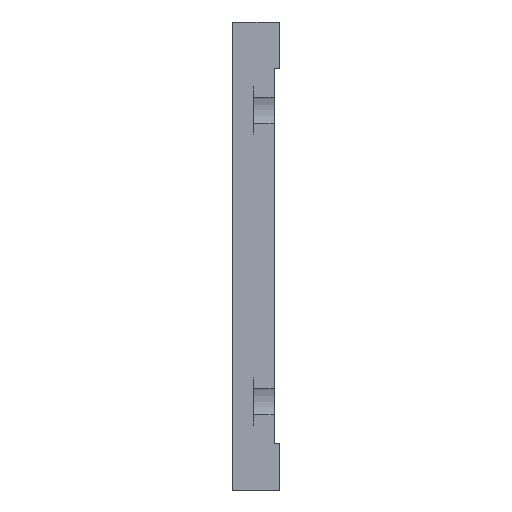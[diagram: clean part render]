
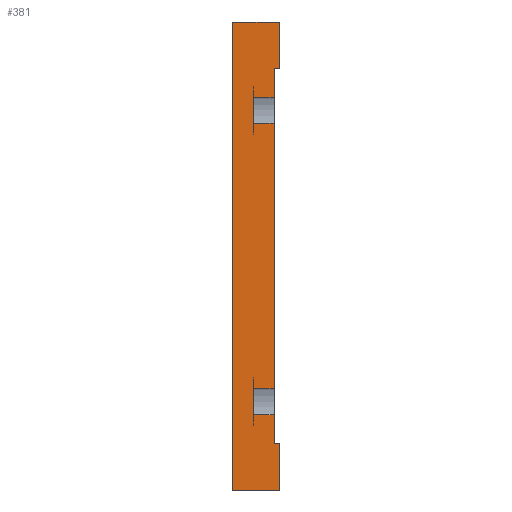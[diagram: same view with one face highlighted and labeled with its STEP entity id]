
A CAD part, left-side view. The second image highlights one B-rep face of the part: STEP entity #381.
In plain terms, the highlighted planar face has unit normal (-1, 0, 0).
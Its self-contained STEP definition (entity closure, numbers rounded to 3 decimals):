
#19 = EDGE_CURVE ( 'NONE', #2469, #1417, #3860, .T. ) ;
#35 = DIRECTION ( 'NONE',  ( 0., 0., 1. ) ) ;
#51 = LINE ( 'NONE', #711, #3333 ) ;
#62 = LINE ( 'NONE', #3460, #2476 ) ;
#135 = CARTESIAN_POINT ( 'NONE',  ( -104., 2.25, 22.5 ) ) ;
#155 = VERTEX_POINT ( 'NONE', #3637 ) ;
#198 = VECTOR ( 'NONE', #2562, 1000. ) ;
#218 = VECTOR ( 'NONE', #2208, 1000. ) ;
#284 = LINE ( 'NONE', #1945, #1544 ) ;
#381 = ADVANCED_FACE ( 'NONE', ( #4190 ), #3244, .F. ) ;
#412 = ORIENTED_EDGE ( 'NONE', *, *, #813, .F. ) ;
#413 = LINE ( 'NONE', #3467, #1765 ) ;
#461 = VECTOR ( 'NONE', #2543, 1000. ) ;
#466 = ORIENTED_EDGE ( 'NONE', *, *, #3360, .T. ) ;
#535 = VECTOR ( 'NONE', #2699, 1000. ) ;
#536 = ORIENTED_EDGE ( 'NONE', *, *, #1581, .F. ) ;
#602 = EDGE_CURVE ( 'NONE', #1988, #1025, #4096, .T. ) ;
#616 = CARTESIAN_POINT ( 'NONE',  ( -104., -1.75, -12.75 ) ) ;
#643 = DIRECTION ( 'NONE',  ( 0., 1., 0. ) ) ;
#658 = EDGE_CURVE ( 'NONE', #1340, #2528, #1052, .T. ) ;
#680 = LINE ( 'NONE', #2100, #3493 ) ;
#711 = CARTESIAN_POINT ( 'NONE',  ( -104., 0.25, 15.25 ) ) ;
#761 = DIRECTION ( 'NONE',  ( 0., 0., -1. ) ) ;
#783 = CARTESIAN_POINT ( 'NONE',  ( -104., -1.75, 18. ) ) ;
#813 = EDGE_CURVE ( 'NONE', #2940, #1293, #3240, .T. ) ;
#830 = CARTESIAN_POINT ( 'NONE',  ( -104., -1.75, -18. ) ) ;
#854 = CARTESIAN_POINT ( 'NONE',  ( -104., -2.25, -22.5 ) ) ;
#900 = CARTESIAN_POINT ( 'NONE',  ( -104., -2.25, -22.5 ) ) ;
#934 = DIRECTION ( 'NONE',  ( 0., 1., 0. ) ) ;
#988 = ORIENTED_EDGE ( 'NONE', *, *, #2249, .T. ) ;
#1025 = VERTEX_POINT ( 'NONE', #616 ) ;
#1052 = LINE ( 'NONE', #1474, #3380 ) ;
#1137 = ORIENTED_EDGE ( 'NONE', *, *, #2494, .F. ) ;
#1162 = CARTESIAN_POINT ( 'NONE',  ( -104., 2.25, 22.5 ) ) ;
#1214 = VERTEX_POINT ( 'NONE', #1891 ) ;
#1238 = EDGE_CURVE ( 'NONE', #3141, #1610, #3926, .T. ) ;
#1293 = VERTEX_POINT ( 'NONE', #830 ) ;
#1340 = VERTEX_POINT ( 'NONE', #900 ) ;
#1343 = CARTESIAN_POINT ( 'NONE',  ( -104., -2.25, 18. ) ) ;
#1370 = ORIENTED_EDGE ( 'NONE', *, *, #2098, .T. ) ;
#1386 = DIRECTION ( 'NONE',  ( 0., -1., 0. ) ) ;
#1417 = VERTEX_POINT ( 'NONE', #3729 ) ;
#1440 = DIRECTION ( 'NONE',  ( 0., 0., -1. ) ) ;
#1474 = CARTESIAN_POINT ( 'NONE',  ( -104., -2.25, -22.5 ) ) ;
#1484 = VECTOR ( 'NONE', #3891, 1000. ) ;
#1493 = LINE ( 'NONE', #2838, #461 ) ;
#1544 = VECTOR ( 'NONE', #934, 1000. ) ;
#1581 = EDGE_CURVE ( 'NONE', #2987, #2226, #4337, .T. ) ;
#1594 = ORIENTED_EDGE ( 'NONE', *, *, #1973, .T. ) ;
#1610 = VERTEX_POINT ( 'NONE', #2718 ) ;
#1743 = AXIS2_PLACEMENT_3D ( 'NONE', #3265, #3604, #761 ) ;
#1765 = VECTOR ( 'NONE', #4136, 1000. ) ;
#1770 = CARTESIAN_POINT ( 'NONE',  ( -104., 2.25, 18. ) ) ;
#1787 = VECTOR ( 'NONE', #1953, 1000. ) ;
#1849 = CARTESIAN_POINT ( 'NONE',  ( -104., -1.75, -22.5 ) ) ;
#1891 = CARTESIAN_POINT ( 'NONE',  ( -104., 0.25, 12.75 ) ) ;
#1945 = CARTESIAN_POINT ( 'NONE',  ( -104., 0.25, -15.25 ) ) ;
#1946 = VECTOR ( 'NONE', #3075, 1000. ) ;
#1953 = DIRECTION ( 'NONE',  ( 0., 0., 1. ) ) ;
#1955 = ORIENTED_EDGE ( 'NONE', *, *, #658, .T. ) ;
#1973 = EDGE_CURVE ( 'NONE', #2940, #155, #284, .T. ) ;
#1988 = VERTEX_POINT ( 'NONE', #3715 ) ;
#1996 = LINE ( 'NONE', #3741, #3206 ) ;
#2004 = ORIENTED_EDGE ( 'NONE', *, *, #1238, .T. ) ;
#2026 = VECTOR ( 'NONE', #2952, 1000. ) ;
#2032 = EDGE_CURVE ( 'NONE', #3095, #1214, #413, .T. ) ;
#2098 = EDGE_CURVE ( 'NONE', #3095, #1417, #51, .T. ) ;
#2100 = CARTESIAN_POINT ( 'NONE',  ( -104., 0.25, 12.75 ) ) ;
#2208 = DIRECTION ( 'NONE',  ( 0., 0., -1. ) ) ;
#2226 = VERTEX_POINT ( 'NONE', #135 ) ;
#2249 = EDGE_CURVE ( 'NONE', #2987, #1340, #1493, .T. ) ;
#2362 = CARTESIAN_POINT ( 'NONE',  ( -104., 2.25, -22.5 ) ) ;
#2388 = EDGE_CURVE ( 'NONE', #1988, #155, #2392, .T. ) ;
#2392 = LINE ( 'NONE', #3952, #535 ) ;
#2469 = VERTEX_POINT ( 'NONE', #783 ) ;
#2476 = VECTOR ( 'NONE', #1440, 1000. ) ;
#2494 = EDGE_CURVE ( 'NONE', #2670, #1025, #62, .T. ) ;
#2525 = ORIENTED_EDGE ( 'NONE', *, *, #2388, .F. ) ;
#2528 = VERTEX_POINT ( 'NONE', #3123 ) ;
#2543 = DIRECTION ( 'NONE',  ( 0., -1., 0. ) ) ;
#2562 = DIRECTION ( 'NONE',  ( 0., 0., 1. ) ) ;
#2670 = VERTEX_POINT ( 'NONE', #4273 ) ;
#2699 = DIRECTION ( 'NONE',  ( 0., 0., -1. ) ) ;
#2718 = CARTESIAN_POINT ( 'NONE',  ( -104., -2.25, 22.5 ) ) ;
#2734 = DIRECTION ( 'NONE',  ( 0., -1., 0. ) ) ;
#2818 = LINE ( 'NONE', #1770, #3565 ) ;
#2838 = CARTESIAN_POINT ( 'NONE',  ( -104., 2.25, -22.5 ) ) ;
#2864 = ORIENTED_EDGE ( 'NONE', *, *, #2032, .F. ) ;
#2868 = CARTESIAN_POINT ( 'NONE',  ( -104., 2.25, -22.5 ) ) ;
#2873 = ORIENTED_EDGE ( 'NONE', *, *, #3127, .T. ) ;
#2891 = CARTESIAN_POINT ( 'NONE',  ( -104., 0.25, 15.25 ) ) ;
#2940 = VERTEX_POINT ( 'NONE', #3160 ) ;
#2952 = DIRECTION ( 'NONE',  ( 0., 0., -1. ) ) ;
#2961 = ORIENTED_EDGE ( 'NONE', *, *, #3585, .T. ) ;
#2987 = VERTEX_POINT ( 'NONE', #2868 ) ;
#3028 = EDGE_CURVE ( 'NONE', #2226, #1610, #4267, .T. ) ;
#3075 = DIRECTION ( 'NONE',  ( 0., -1., 0. ) ) ;
#3095 = VERTEX_POINT ( 'NONE', #2891 ) ;
#3123 = CARTESIAN_POINT ( 'NONE',  ( -104., -2.25, -18. ) ) ;
#3127 = EDGE_CURVE ( 'NONE', #2528, #1293, #1996, .T. ) ;
#3141 = VERTEX_POINT ( 'NONE', #1343 ) ;
#3160 = CARTESIAN_POINT ( 'NONE',  ( -104., -1.75, -15.25 ) ) ;
#3206 = VECTOR ( 'NONE', #643, 1000. ) ;
#3234 = ORIENTED_EDGE ( 'NONE', *, *, #19, .F. ) ;
#3240 = LINE ( 'NONE', #3553, #2026 ) ;
#3244 = PLANE ( 'NONE',  #1743 ) ;
#3257 = ORIENTED_EDGE ( 'NONE', *, *, #602, .T. ) ;
#3265 = CARTESIAN_POINT ( 'NONE',  ( -104., 2.25, -22.5 ) ) ;
#3333 = VECTOR ( 'NONE', #1386, 1000. ) ;
#3360 = EDGE_CURVE ( 'NONE', #2469, #3141, #2818, .T. ) ;
#3380 = VECTOR ( 'NONE', #35, 1000. ) ;
#3452 = ORIENTED_EDGE ( 'NONE', *, *, #3028, .F. ) ;
#3460 = CARTESIAN_POINT ( 'NONE',  ( -104., -1.75, -22.5 ) ) ;
#3463 = DIRECTION ( 'NONE',  ( 0., 1., 0. ) ) ;
#3467 = CARTESIAN_POINT ( 'NONE',  ( -104., 0.25, -22.5 ) ) ;
#3493 = VECTOR ( 'NONE', #3463, 1000. ) ;
#3553 = CARTESIAN_POINT ( 'NONE',  ( -104., -1.75, -22.5 ) ) ;
#3565 = VECTOR ( 'NONE', #2734, 1000. ) ;
#3585 = EDGE_CURVE ( 'NONE', #2670, #1214, #680, .T. ) ;
#3604 = DIRECTION ( 'NONE',  ( 1., 0., 0. ) ) ;
#3621 = EDGE_LOOP ( 'NONE', ( #2525, #3257, #1137, #2961, #2864, #1370, #3234, #466, #2004, #3452, #536, #988, #1955, #2873, #412, #1594 ) ) ;
#3637 = CARTESIAN_POINT ( 'NONE',  ( -104., 0.25, -15.25 ) ) ;
#3715 = CARTESIAN_POINT ( 'NONE',  ( -104., 0.25, -12.75 ) ) ;
#3729 = CARTESIAN_POINT ( 'NONE',  ( -104., -1.75, 15.25 ) ) ;
#3741 = CARTESIAN_POINT ( 'NONE',  ( -104., 2.25, -18. ) ) ;
#3860 = LINE ( 'NONE', #1849, #218 ) ;
#3891 = DIRECTION ( 'NONE',  ( 0., -1., 0. ) ) ;
#3926 = LINE ( 'NONE', #854, #198 ) ;
#3952 = CARTESIAN_POINT ( 'NONE',  ( -104., 0.25, -22.5 ) ) ;
#4096 = LINE ( 'NONE', #4406, #1946 ) ;
#4136 = DIRECTION ( 'NONE',  ( 0., 0., -1. ) ) ;
#4190 = FACE_OUTER_BOUND ( 'NONE', #3621, .T. ) ;
#4267 = LINE ( 'NONE', #1162, #1484 ) ;
#4273 = CARTESIAN_POINT ( 'NONE',  ( -104., -1.75, 12.75 ) ) ;
#4337 = LINE ( 'NONE', #2362, #1787 ) ;
#4406 = CARTESIAN_POINT ( 'NONE',  ( -104., 0.25, -12.75 ) ) ;
